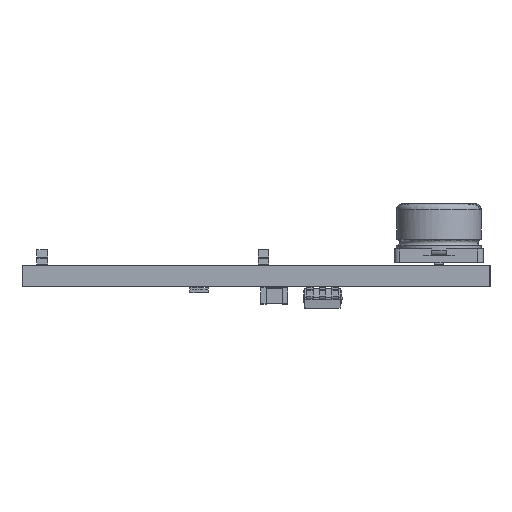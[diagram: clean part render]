
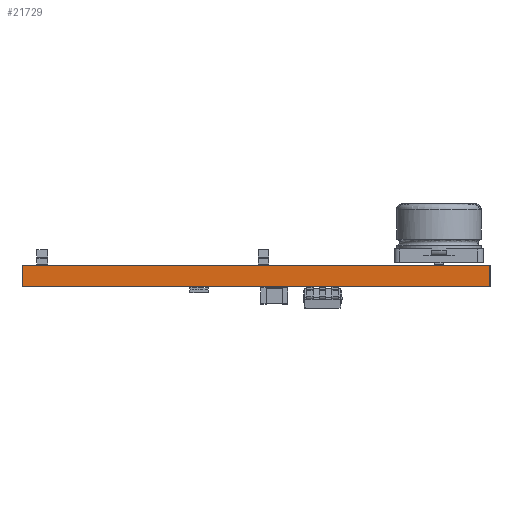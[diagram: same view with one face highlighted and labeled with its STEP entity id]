
A CAD part, left-side view. The second image highlights one B-rep face of the part: STEP entity #21729.
In plain terms, the highlighted planar face has unit normal (-1, 0, 0).
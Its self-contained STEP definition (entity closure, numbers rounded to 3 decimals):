
#21613 = EDGE_CURVE('',#21614,#21616,#21618,.T.);
#21614 = VERTEX_POINT('',#21615);
#21615 = CARTESIAN_POINT('',(0.,-0.,0.));
#21616 = VERTEX_POINT('',#21617);
#21617 = CARTESIAN_POINT('',(0.,0.,1.6));
#21618 = SURFACE_CURVE('',#21619,(#21623,#21635),.PCURVE_S1.);
#21619 = LINE('',#21620,#21621);
#21620 = CARTESIAN_POINT('',(0.,-0.,0.));
#21621 = VECTOR('',#21622,1.);
#21622 = DIRECTION('',(0.,0.,1.));
#21623 = PCURVE('',#21624,#21629);
#21624 = PLANE('',#21625);
#21625 = AXIS2_PLACEMENT_3D('',#21626,#21627,#21628);
#21626 = CARTESIAN_POINT('',(0.,0.,0.));
#21627 = DIRECTION('',(0.,1.,0.));
#21628 = DIRECTION('',(1.,0.,0.));
#21629 = DEFINITIONAL_REPRESENTATION('',(#21630),#21634);
#21630 = LINE('',#21631,#21632);
#21631 = CARTESIAN_POINT('',(0.,0.));
#21632 = VECTOR('',#21633,1.);
#21633 = DIRECTION('',(0.,-1.));
#21634 = ( GEOMETRIC_REPRESENTATION_CONTEXT(2) 
PARAMETRIC_REPRESENTATION_CONTEXT() REPRESENTATION_CONTEXT('2D SPACE',''
  ) );
#21635 = PCURVE('',#21636,#21641);
#21636 = PLANE('',#21637);
#21637 = AXIS2_PLACEMENT_3D('',#21638,#21639,#21640);
#21638 = CARTESIAN_POINT('',(0.,-34.8,0.));
#21639 = DIRECTION('',(-1.,0.,0.));
#21640 = DIRECTION('',(0.,1.,0.));
#21641 = DEFINITIONAL_REPRESENTATION('',(#21642),#21646);
#21642 = LINE('',#21643,#21644);
#21643 = CARTESIAN_POINT('',(34.8,0.));
#21644 = VECTOR('',#21645,1.);
#21645 = DIRECTION('',(0.,-1.));
#21646 = ( GEOMETRIC_REPRESENTATION_CONTEXT(2) 
PARAMETRIC_REPRESENTATION_CONTEXT() REPRESENTATION_CONTEXT('2D SPACE',''
  ) );
#21664 = PLANE('',#21665);
#21665 = AXIS2_PLACEMENT_3D('',#21666,#21667,#21668);
#21666 = CARTESIAN_POINT('',(23.,-17.4,1.6));
#21667 = DIRECTION('',(-0.,-0.,-1.));
#21668 = DIRECTION('',(-1.,0.,0.));
#21718 = PLANE('',#21719);
#21719 = AXIS2_PLACEMENT_3D('',#21720,#21721,#21722);
#21720 = CARTESIAN_POINT('',(23.,-17.4,0.));
#21721 = DIRECTION('',(-0.,-0.,-1.));
#21722 = DIRECTION('',(-1.,0.,0.));
#21729 = ADVANCED_FACE('',(#21730),#21636,.T.);
#21730 = FACE_BOUND('',#21731,.T.);
#21731 = EDGE_LOOP('',(#21732,#21762,#21783,#21784));
#21732 = ORIENTED_EDGE('',*,*,#21733,.T.);
#21733 = EDGE_CURVE('',#21734,#21736,#21738,.T.);
#21734 = VERTEX_POINT('',#21735);
#21735 = CARTESIAN_POINT('',(0.,-34.8,0.));
#21736 = VERTEX_POINT('',#21737);
#21737 = CARTESIAN_POINT('',(0.,-34.8,1.6));
#21738 = SURFACE_CURVE('',#21739,(#21743,#21750),.PCURVE_S1.);
#21739 = LINE('',#21740,#21741);
#21740 = CARTESIAN_POINT('',(0.,-34.8,0.));
#21741 = VECTOR('',#21742,1.);
#21742 = DIRECTION('',(0.,0.,1.));
#21743 = PCURVE('',#21636,#21744);
#21744 = DEFINITIONAL_REPRESENTATION('',(#21745),#21749);
#21745 = LINE('',#21746,#21747);
#21746 = CARTESIAN_POINT('',(0.,0.));
#21747 = VECTOR('',#21748,1.);
#21748 = DIRECTION('',(0.,-1.));
#21749 = ( GEOMETRIC_REPRESENTATION_CONTEXT(2) 
PARAMETRIC_REPRESENTATION_CONTEXT() REPRESENTATION_CONTEXT('2D SPACE',''
  ) );
#21750 = PCURVE('',#21751,#21756);
#21751 = PLANE('',#21752);
#21752 = AXIS2_PLACEMENT_3D('',#21753,#21754,#21755);
#21753 = CARTESIAN_POINT('',(46.,-34.8,0.));
#21754 = DIRECTION('',(0.,-1.,0.));
#21755 = DIRECTION('',(-1.,0.,0.));
#21756 = DEFINITIONAL_REPRESENTATION('',(#21757),#21761);
#21757 = LINE('',#21758,#21759);
#21758 = CARTESIAN_POINT('',(46.,0.));
#21759 = VECTOR('',#21760,1.);
#21760 = DIRECTION('',(0.,-1.));
#21761 = ( GEOMETRIC_REPRESENTATION_CONTEXT(2) 
PARAMETRIC_REPRESENTATION_CONTEXT() REPRESENTATION_CONTEXT('2D SPACE',''
  ) );
#21762 = ORIENTED_EDGE('',*,*,#21763,.T.);
#21763 = EDGE_CURVE('',#21736,#21616,#21764,.T.);
#21764 = SURFACE_CURVE('',#21765,(#21769,#21776),.PCURVE_S1.);
#21765 = LINE('',#21766,#21767);
#21766 = CARTESIAN_POINT('',(0.,-34.8,1.6));
#21767 = VECTOR('',#21768,1.);
#21768 = DIRECTION('',(0.,1.,0.));
#21769 = PCURVE('',#21636,#21770);
#21770 = DEFINITIONAL_REPRESENTATION('',(#21771),#21775);
#21771 = LINE('',#21772,#21773);
#21772 = CARTESIAN_POINT('',(0.,-1.6));
#21773 = VECTOR('',#21774,1.);
#21774 = DIRECTION('',(1.,0.));
#21775 = ( GEOMETRIC_REPRESENTATION_CONTEXT(2) 
PARAMETRIC_REPRESENTATION_CONTEXT() REPRESENTATION_CONTEXT('2D SPACE',''
  ) );
#21776 = PCURVE('',#21664,#21777);
#21777 = DEFINITIONAL_REPRESENTATION('',(#21778),#21782);
#21778 = LINE('',#21779,#21780);
#21779 = CARTESIAN_POINT('',(23.,-17.4));
#21780 = VECTOR('',#21781,1.);
#21781 = DIRECTION('',(0.,1.));
#21782 = ( GEOMETRIC_REPRESENTATION_CONTEXT(2) 
PARAMETRIC_REPRESENTATION_CONTEXT() REPRESENTATION_CONTEXT('2D SPACE',''
  ) );
#21783 = ORIENTED_EDGE('',*,*,#21613,.F.);
#21784 = ORIENTED_EDGE('',*,*,#21785,.F.);
#21785 = EDGE_CURVE('',#21734,#21614,#21786,.T.);
#21786 = SURFACE_CURVE('',#21787,(#21791,#21798),.PCURVE_S1.);
#21787 = LINE('',#21788,#21789);
#21788 = CARTESIAN_POINT('',(0.,-34.8,0.));
#21789 = VECTOR('',#21790,1.);
#21790 = DIRECTION('',(0.,1.,0.));
#21791 = PCURVE('',#21636,#21792);
#21792 = DEFINITIONAL_REPRESENTATION('',(#21793),#21797);
#21793 = LINE('',#21794,#21795);
#21794 = CARTESIAN_POINT('',(0.,0.));
#21795 = VECTOR('',#21796,1.);
#21796 = DIRECTION('',(1.,0.));
#21797 = ( GEOMETRIC_REPRESENTATION_CONTEXT(2) 
PARAMETRIC_REPRESENTATION_CONTEXT() REPRESENTATION_CONTEXT('2D SPACE',''
  ) );
#21798 = PCURVE('',#21718,#21799);
#21799 = DEFINITIONAL_REPRESENTATION('',(#21800),#21804);
#21800 = LINE('',#21801,#21802);
#21801 = CARTESIAN_POINT('',(23.,-17.4));
#21802 = VECTOR('',#21803,1.);
#21803 = DIRECTION('',(0.,1.));
#21804 = ( GEOMETRIC_REPRESENTATION_CONTEXT(2) 
PARAMETRIC_REPRESENTATION_CONTEXT() REPRESENTATION_CONTEXT('2D SPACE',''
  ) );
